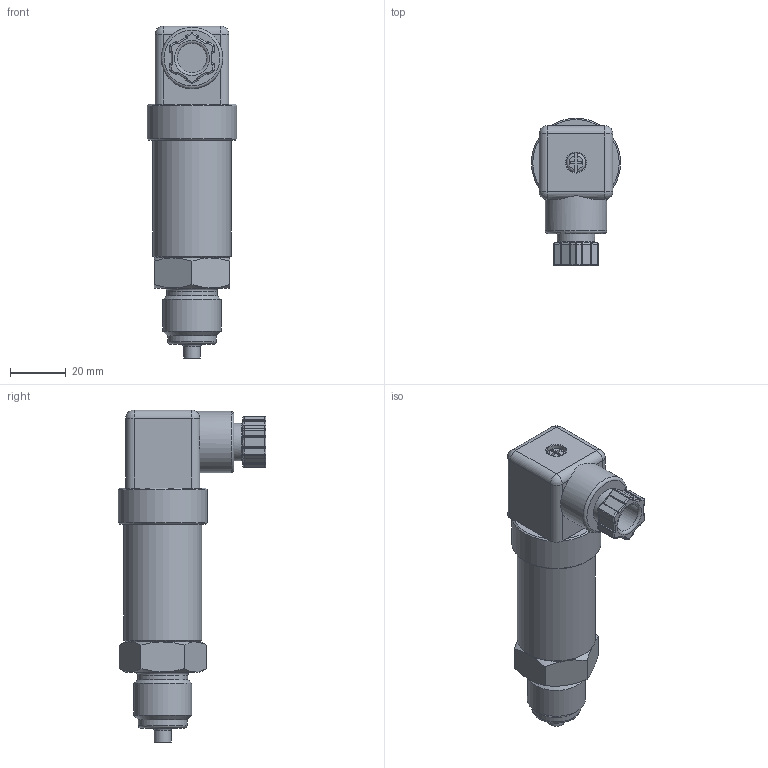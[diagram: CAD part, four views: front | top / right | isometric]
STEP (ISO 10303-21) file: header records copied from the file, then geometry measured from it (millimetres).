
FILE_DESCRIPTION(/* description */ ('','CAx-IF Rec.Pracs.---Representation and Presentation of Product Manufacturing Information (PMI)---3.8---2014-02-18'),/* implementation_level */ '2;1');
FILE_NAME(/* name */ 'A1.stp',/* time_stamp */ '2017-10-10T18:15:49+02:00',/* author */ ('FTAK'),/* organization */ (''),/* preprocessor_version */ 'ST-DEVELOPER v16.5',/* originating_system */ 'Autodesk Inventor 2017',/* authorisation */ '');
FILE_SCHEMA (('AP242_MANAGED_MODEL_BASED_3D_ENGINEERING_MIM_LF { 1 0 10303 442 1 1 4 }'));
Length unit declared in the file: millimetre
Products named in the file (1): A1
Bounding box: 32 x 53 x 119 mm (x, y, z)
Volume: 52832 mm3; surface area: 20086.8 mm2
Topology: 3 solids, 3 shells, 240 faces, 532 edges, 301 vertices
Faces by surface type: cylinder 90, plane 72, torus 33, bspline 22, sphere 16, cone 7
Full cylindrical faces by diameter (mm): 3.3 x1, 6 x1, 7 x1, 10.5 x1, 13.5 x1, 17.5 x1, 18 x1, 20.8 x1, 22 x1, 25 x1, 28 x1, 32 x1
Entity records: 7231 total; most frequent: CARTESIAN_POINT 1912, DIRECTION 1105, ORIENTED_EDGE 996, EDGE_CURVE 498, AXIS2_PLACEMENT_3D 459, VERTEX_POINT 297, EDGE_LOOP 275, FACE_OUTER_BOUND 240
